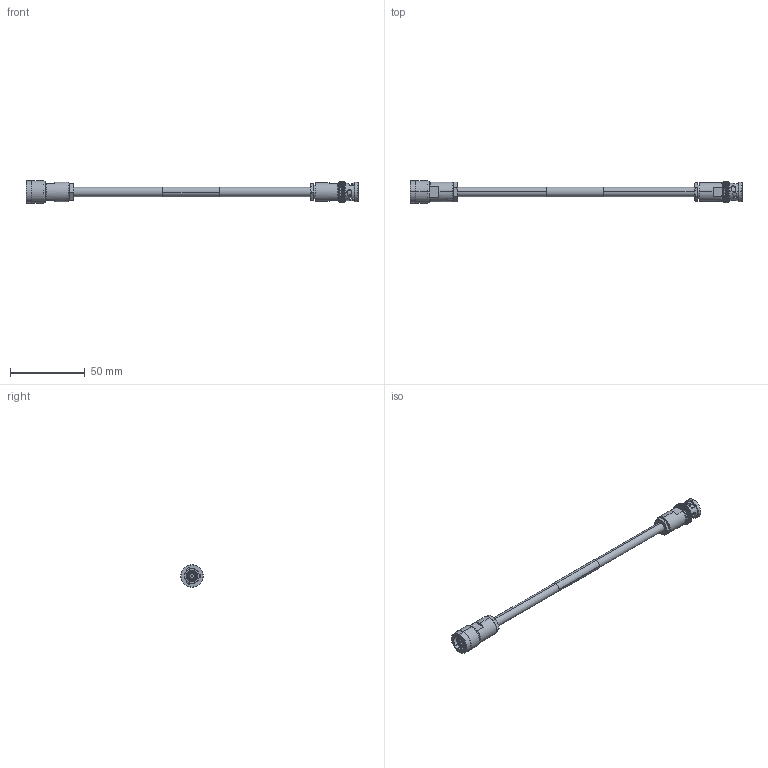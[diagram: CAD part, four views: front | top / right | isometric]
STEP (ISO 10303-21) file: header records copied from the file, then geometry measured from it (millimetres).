
FILE_DESCRIPTION (( 'STEP AP214' ), '1' );
FILE_NAME ('FM3MSA00597_3D.step', '2023-08-28T16:56:11', ( '' ), ( '' ), 'SwSTEP 2.0', 'SolidWorks 2022', '' );
FILE_SCHEMA (( 'AUTOMOTIVE_DESIGN' ));
Length unit declared in the file: inch
Products named in the file (11): FMCN10-09030-210; 10-09030-XXX-MA2; TWCH-78-2_7"; FMCN10-06030-210; 1AW01-003_.242" ID X 1.50; Copy of 10-06030-XXX-MA3^FMCN10-06030-210; 10-09030-XXX-MA3; FM3MSA00597_3D; Copy of 10-06030-XXX-MA2^FMCN10-06030-210; 10-09030-XXX-MA1; Copy of 10-06030-XXX-MA1^FMCN10-06030-210
Assembly tree (10 placements, depth 3):
  FM3MSA00597_3D
    TWCH-78-2_7"
    1AW01-003_.242" ID X 1.50
    FMCN10-06030-210
      Copy of 10-06030-XXX-MA1^FMCN10-06030-210
      Copy of 10-06030-XXX-MA2^FMCN10-06030-210
      Copy of 10-06030-XXX-MA3^FMCN10-06030-210
    FMCN10-09030-210
      10-09030-XXX-MA1
      10-09030-XXX-MA2
      10-09030-XXX-MA3
Bounding box: 222.09 x 15.24 x 15.24 mm (x, y, z)
Volume: 12662 mm3; surface area: 12138.4 mm2
Topology: 8 solids, 8 shells, 892 faces, 2487 edges, 1628 vertices
Faces by surface type: cylinder 441, torus 210, plane 151, cone 60, bspline 30
Entity records: 34605 total; most frequent: CARTESIAN_POINT 10851, ORIENTED_EDGE 4966, DIRECTION 4686, EDGE_CURVE 2483, AXIS2_PLACEMENT_3D 1980, VERTEX_POINT 1628, CIRCLE 1103, EDGE_LOOP 933
